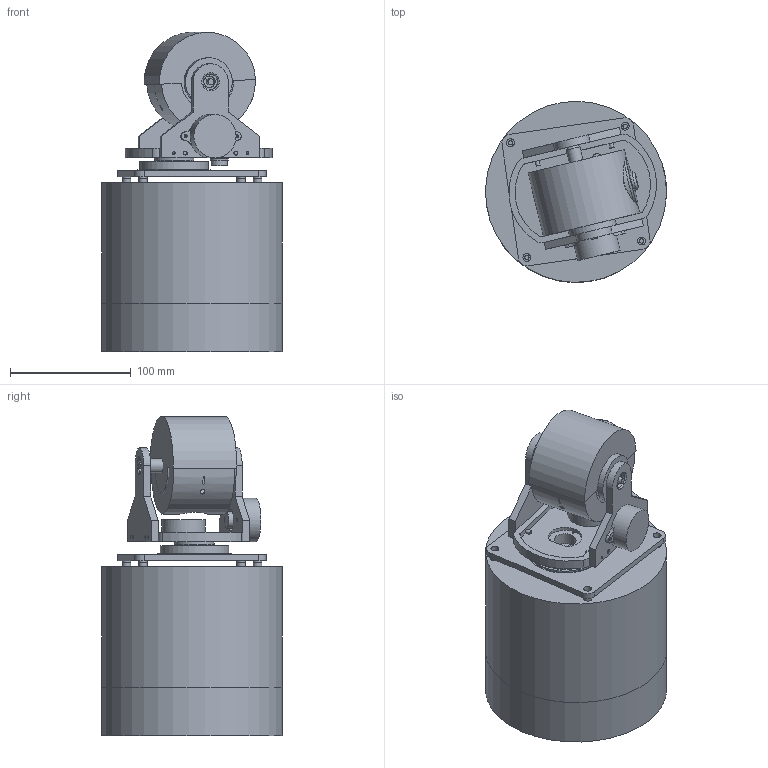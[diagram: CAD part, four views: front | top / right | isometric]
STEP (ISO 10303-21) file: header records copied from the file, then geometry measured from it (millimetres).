
FILE_DESCRIPTION(/* description */ (''),/* implementation_level */ '2;1');
FILE_NAME(/* name */ 'all형상.stp',/* time_stamp */ '2018-05-08T02:42:36+09:00',/* author */ ('GMIMG'),/* organization */ (''),/* preprocessor_version */ 'ST-DEVELOPER v17',/* originating_system */ 'Autodesk Inventor 2019',/* authorisation */ '');
FILE_SCHEMA (('AUTOMOTIVE_DESIGN { 1 0 10303 214 3 1 1 }'));
Length unit declared in the file: millimetre
Products named in the file (13): all형상; 상부조립; 밑판(new); 탑(모터쪽옆면수정); 탑(옆면수정); 연결부; 큰 기어; 스텝모터; 헤드(상); 헤드(하); 바텀조립; 바텀(상); 바텀(하)
Assembly tree (13 placements, depth 3):
  all형상
    상부조립
      밑판(new)
      탑(모터쪽옆면수정)
      탑(옆면수정)
      연결부
      큰 기어
      스텝모터  x2
      헤드(상)
      헤드(하)
    바텀조립
      바텀(상)
      바텀(하)
Bounding box: 149.93 x 149.92 x 264.4 mm (x, y, z)
Volume: 1107944.9 mm3; surface area: 340269.6 mm2
Topology: 12 solids, 12 shells, 315 faces, 726 edges, 487 vertices
Faces by surface type: cylinder 160, plane 147, torus 5, cone 2, bspline 1
Full cylindrical faces by diameter (mm): 1.7 x1, 1.8 x9, 2.3 x4, 2.5 x8, 2.7 x5, 3 x6, 3.3 x4, 3.5 x5, 3.6 x4, 4 x11, 5 x4, 6.5 x5, 6.7 x4, 7 x4, 9.7 x2, 11 x1, 11.5 x1, 13 x2, 13.662 x2, 14.662 x2, 15 x2, 16 x2, 17 x1, 18 x3, 20 x1, 25 x1, 29.5 x1, 30 x1, 32.5 x1, 36 x2
Entity records: 9744 total; most frequent: CARTESIAN_POINT 2013, DIRECTION 1623, ORIENTED_EDGE 1354, EDGE_CURVE 677, AXIS2_PLACEMENT_3D 652, VERTEX_POINT 453, EDGE_LOOP 434, CIRCLE 332
